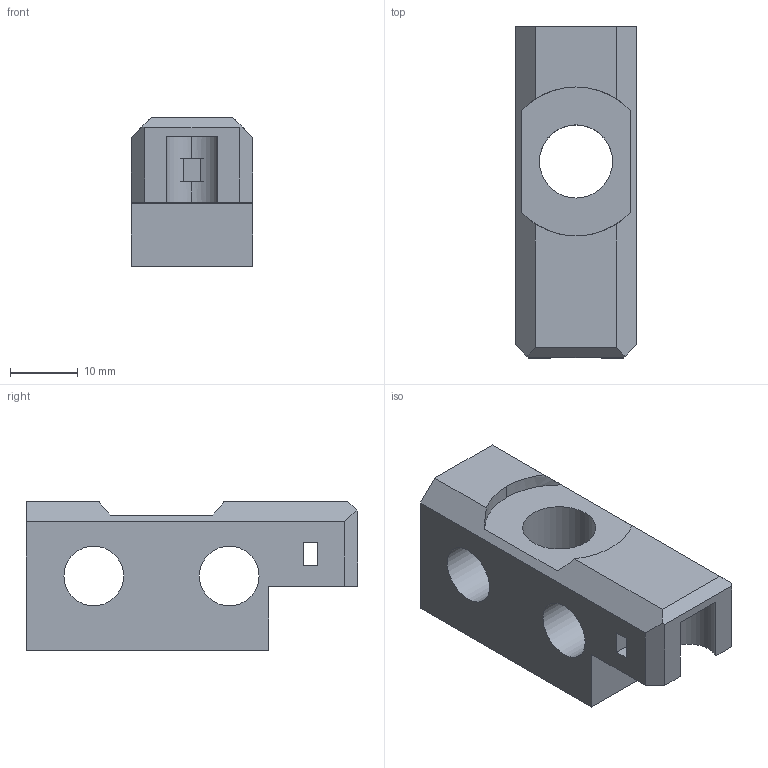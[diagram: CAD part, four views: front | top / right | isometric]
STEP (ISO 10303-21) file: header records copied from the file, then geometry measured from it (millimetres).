
FILE_DESCRIPTION(('FreeCAD Model'),'2;1');
FILE_NAME('y-corners.step','2020-04-17T16:21:28',('Author'),(''), 'Open CASCADE STEP processor 7.3','FreeCAD','Unknown');
FILE_SCHEMA(('AUTOMOTIVE_DESIGN { 1 0 10303 214 1 1 1 1 }'));
Length unit declared in the file: millimetre
Products named in the file (1): difference
Bounding box: 18 x 49 x 22 mm (x, y, z)
Volume: 11506.1 mm3; surface area: 5770.7 mm2
Topology: 1 solids, 1 shells, 31 faces, 93 edges, 62 vertices
Faces by surface type: plane 23, cylinder 8
Full cylindrical faces by diameter (mm): 8.8 x2, 10.8 x1
Entity records: 2437 total; most frequent: CARTESIAN_POINT 501, DIRECTION 267, ORIENTED_EDGE 186, PCURVE 186, DEFINITIONAL_REPRESENTATION 186, LINE 131, VECTOR 131, B_SPLINE_CURVE_WITH_KNOTS 100
